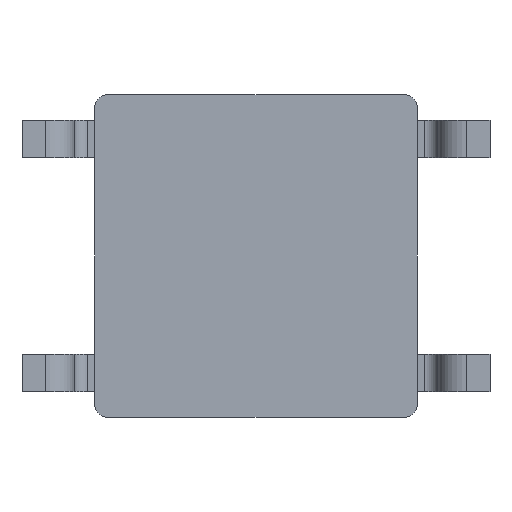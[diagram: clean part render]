
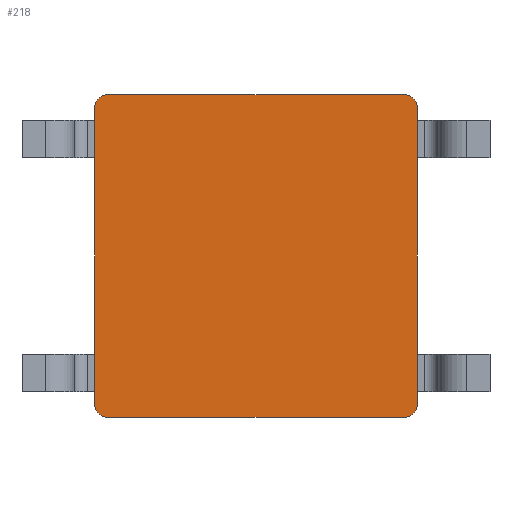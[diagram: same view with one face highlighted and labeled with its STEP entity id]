
A CAD part, front view. The second image highlights one B-rep face of the part: STEP entity #218.
In plain terms, the highlighted planar face has unit normal (0, -1, 0).
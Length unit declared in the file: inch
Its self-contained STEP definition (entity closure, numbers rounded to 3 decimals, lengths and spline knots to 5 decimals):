
#218 = ADVANCED_FACE( '', ( #390 ), #391, .F. );
#390 = FACE_OUTER_BOUND( '', #626, .T. );
#391 = PLANE( '', #627 );
#626 = EDGE_LOOP( '', ( #942, #943, #944, #945, #946, #947, #948, #949 ) );
#627 = AXIS2_PLACEMENT_3D( '', #950, #951, #952 );
#942 = ORIENTED_EDGE( '', *, *, #1245, .F. );
#943 = ORIENTED_EDGE( '', *, *, #1206, .F. );
#944 = ORIENTED_EDGE( '', *, *, #1180, .F. );
#945 = ORIENTED_EDGE( '', *, *, #1246, .F. );
#946 = ORIENTED_EDGE( '', *, *, #1247, .F. );
#947 = ORIENTED_EDGE( '', *, *, #1248, .F. );
#948 = ORIENTED_EDGE( '', *, *, #1185, .F. );
#949 = ORIENTED_EDGE( '', *, *, #1234, .F. );
#950 = CARTESIAN_POINT( '', ( -0.112, 0., -0.112 ) );
#951 = DIRECTION( '', ( 0., 1., 0. ) );
#952 = DIRECTION( '', ( 0., 0., 1. ) );
#1180 = EDGE_CURVE( '', #1340, #1341, #1342, .T. );
#1185 = EDGE_CURVE( '', #1349, #1350, #1351, .T. );
#1206 = EDGE_CURVE( '', #1341, #1386, #1387, .T. );
#1234 = EDGE_CURVE( '', #1431, #1349, #1432, .T. );
#1245 = EDGE_CURVE( '', #1386, #1431, #1445, .T. );
#1246 = EDGE_CURVE( '', #1446, #1340, #1447, .T. );
#1247 = EDGE_CURVE( '', #1448, #1446, #1449, .T. );
#1248 = EDGE_CURVE( '', #1350, #1448, #1450, .T. );
#1340 = VERTEX_POINT( '', #1565 );
#1341 = VERTEX_POINT( '', #1566 );
#1342 = CIRCLE( '', #1567, 0.01 );
#1349 = VERTEX_POINT( '', #1576 );
#1350 = VERTEX_POINT( '', #1577 );
#1351 = CIRCLE( '', #1578, 0.01 );
#1386 = VERTEX_POINT( '', #1625 );
#1387 = LINE( '', #1626, #1627 );
#1431 = VERTEX_POINT( '', #1683 );
#1432 = LINE( '', #1684, #1685 );
#1445 = CIRCLE( '', #1703, 0.01 );
#1446 = VERTEX_POINT( '', #1704 );
#1447 = LINE( '', #1705, #1706 );
#1448 = VERTEX_POINT( '', #1707 );
#1449 = CIRCLE( '', #1708, 0.01 );
#1450 = LINE( '', #1709, #1710 );
#1565 = CARTESIAN_POINT( '', ( 0.122, 0., -0.112 ) );
#1566 = CARTESIAN_POINT( '', ( 0.112, 0., -0.122 ) );
#1567 = AXIS2_PLACEMENT_3D( '', #1811, #1812, #1813 );
#1576 = CARTESIAN_POINT( '', ( -0.122, 0., 0.112 ) );
#1577 = CARTESIAN_POINT( '', ( -0.112, 0., 0.122 ) );
#1578 = AXIS2_PLACEMENT_3D( '', #1819, #1820, #1821 );
#1625 = CARTESIAN_POINT( '', ( -0.112, 0., -0.122 ) );
#1626 = CARTESIAN_POINT( '', ( 0.112, 0., -0.122 ) );
#1627 = VECTOR( '', #1849, 39.37008 );
#1683 = CARTESIAN_POINT( '', ( -0.122, 0., -0.112 ) );
#1684 = CARTESIAN_POINT( '', ( -0.122, 0., -0.112 ) );
#1685 = VECTOR( '', #1889, 39.37008 );
#1703 = AXIS2_PLACEMENT_3D( '', #1898, #1899, #1900 );
#1704 = CARTESIAN_POINT( '', ( 0.122, 0., 0.112 ) );
#1705 = CARTESIAN_POINT( '', ( 0.122, 0., 0.112 ) );
#1706 = VECTOR( '', #1901, 39.37008 );
#1707 = CARTESIAN_POINT( '', ( 0.112, 0., 0.122 ) );
#1708 = AXIS2_PLACEMENT_3D( '', #1902, #1903, #1904 );
#1709 = CARTESIAN_POINT( '', ( -0.112, 0., 0.122 ) );
#1710 = VECTOR( '', #1905, 39.37008 );
#1811 = CARTESIAN_POINT( '', ( 0.112, 0., -0.112 ) );
#1812 = DIRECTION( '', ( 0., 1., 0. ) );
#1813 = DIRECTION( '', ( 1., 0., 0. ) );
#1819 = CARTESIAN_POINT( '', ( -0.112, 0., 0.112 ) );
#1820 = DIRECTION( '', ( 0., 1., 0. ) );
#1821 = DIRECTION( '', ( 1., 0., 0. ) );
#1849 = DIRECTION( '', ( -1., 0., 0. ) );
#1889 = DIRECTION( '', ( 0., 0., 1. ) );
#1898 = CARTESIAN_POINT( '', ( -0.112, 0., -0.112 ) );
#1899 = DIRECTION( '', ( 0., 1., 0. ) );
#1900 = DIRECTION( '', ( 1., 0., 0. ) );
#1901 = DIRECTION( '', ( 0., 0., -1. ) );
#1902 = CARTESIAN_POINT( '', ( 0.112, 0., 0.112 ) );
#1903 = DIRECTION( '', ( 0., 1., 0. ) );
#1904 = DIRECTION( '', ( 1., 0., 0. ) );
#1905 = DIRECTION( '', ( 1., 0., 0. ) );
